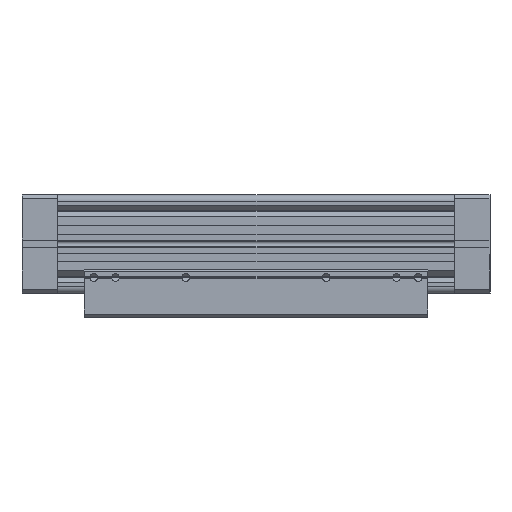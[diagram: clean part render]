
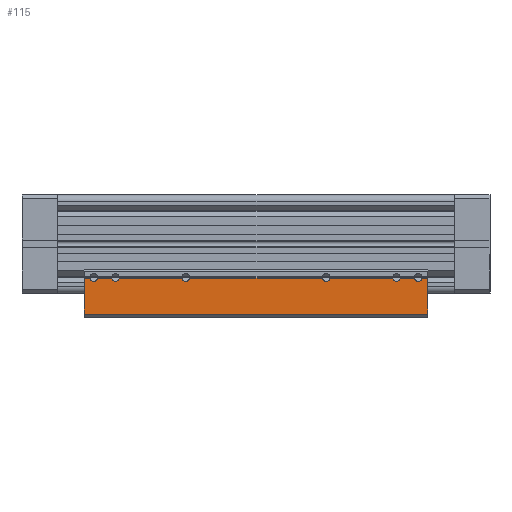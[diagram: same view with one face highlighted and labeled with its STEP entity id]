
A CAD part, front view. The second image highlights one B-rep face of the part: STEP entity #115.
In plain terms, the highlighted face is planar.
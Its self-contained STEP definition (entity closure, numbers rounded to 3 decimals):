
#115 = ADVANCED_FACE ( 'NONE', ( #13203 ), #10496, .T. ) ;
#1679 = AXIS2_PLACEMENT_3D ( 'NONE', #10499, #10507, #10508 ) ;
#2691 = EDGE_CURVE ( 'NONE', #9745, #9746, #25654, .T. ) ;
#2716 = EDGE_CURVE ( 'NONE', #9756, #9757, #25682, .T. ) ;
#2737 = EDGE_CURVE ( 'NONE', #9763, #9762, #25705, .T. ) ;
#2749 = EDGE_CURVE ( 'NONE', #4801, #4793, #25717, .T. ) ;
#2759 = EDGE_CURVE ( 'NONE', #4774, #4770, #25723, .T. ) ;
#2772 = EDGE_CURVE ( 'NONE', #4901, #4827, #14809, .T. ) ;
#2794 = EDGE_CURVE ( 'NONE', #9746, #4801, #14852, .T. ) ;
#2800 = EDGE_CURVE ( 'NONE', #4778, #4827, #14847, .T. ) ;
#2804 = EDGE_CURVE ( 'NONE', #5041, #5043, #14858, .T. ) ;
#2806 = EDGE_CURVE ( 'NONE', #4770, #4901, #14869, .T. ) ;
#2807 = EDGE_CURVE ( 'NONE', #4793, #4774, #14871, .T. ) ;
#2808 = EDGE_CURVE ( 'NONE', #9762, #9745, #14873, .T. ) ;
#2809 = EDGE_CURVE ( 'NONE', #9757, #9763, #14874, .T. ) ;
#2810 = EDGE_CURVE ( 'NONE', #4865, #5041, #14867, .T. ) ;
#2811 = EDGE_CURVE ( 'NONE', #4865, #4778, #14875, .T. ) ;
#2812 = EDGE_CURVE ( 'NONE', #5043, #9756, #14879, .T. ) ;
#4770 = VERTEX_POINT ( 'NONE', #16769 ) ;
#4774 = VERTEX_POINT ( 'NONE', #16771 ) ;
#4778 = VERTEX_POINT ( 'NONE', #16767 ) ;
#4793 = VERTEX_POINT ( 'NONE', #16788 ) ;
#4801 = VERTEX_POINT ( 'NONE', #16796 ) ;
#4827 = VERTEX_POINT ( 'NONE', #16822 ) ;
#4865 = VERTEX_POINT ( 'NONE', #16860 ) ;
#4901 = VERTEX_POINT ( 'NONE', #16896 ) ;
#5041 = VERTEX_POINT ( 'NONE', #17036 ) ;
#5043 = VERTEX_POINT ( 'NONE', #17038 ) ;
#9745 = VERTEX_POINT ( 'NONE', #17497 ) ;
#9746 = VERTEX_POINT ( 'NONE', #17498 ) ;
#9756 = VERTEX_POINT ( 'NONE', #17508 ) ;
#9757 = VERTEX_POINT ( 'NONE', #17509 ) ;
#9762 = VERTEX_POINT ( 'NONE', #17514 ) ;
#9763 = VERTEX_POINT ( 'NONE', #17515 ) ;
#10496 = PLANE ( 'NONE',  #1679 ) ;
#10499 = CARTESIAN_POINT ( 'NONE',  ( 371.5, -476.796, -148.5 ) ) ;
#10507 = DIRECTION ( 'NONE',  ( 0., 0., -1. ) ) ;
#10508 = DIRECTION ( 'NONE',  ( -1., 0., 0. ) ) ;
#12068 = EDGE_LOOP ( 'NONE', ( #14126, #14127, #14128, #14129, #14130, #14131, #14132, #14133, #14134, #14135, #14136, #14137, #14138, #14139, #14140, #14141 ) ) ;
#13203 = FACE_OUTER_BOUND ( 'NONE', #12068, .T. ) ;
#14126 = ORIENTED_EDGE ( 'NONE', *, *, #2808, .T. ) ;
#14127 = ORIENTED_EDGE ( 'NONE', *, *, #2691, .T. ) ;
#14128 = ORIENTED_EDGE ( 'NONE', *, *, #2794, .T. ) ;
#14129 = ORIENTED_EDGE ( 'NONE', *, *, #2749, .T. ) ;
#14130 = ORIENTED_EDGE ( 'NONE', *, *, #2807, .T. ) ;
#14131 = ORIENTED_EDGE ( 'NONE', *, *, #2759, .T. ) ;
#14132 = ORIENTED_EDGE ( 'NONE', *, *, #2806, .T. ) ;
#14133 = ORIENTED_EDGE ( 'NONE', *, *, #2772, .T. ) ;
#14134 = ORIENTED_EDGE ( 'NONE', *, *, #2800, .F. ) ;
#14135 = ORIENTED_EDGE ( 'NONE', *, *, #2811, .F. ) ;
#14136 = ORIENTED_EDGE ( 'NONE', *, *, #2810, .T. ) ;
#14137 = ORIENTED_EDGE ( 'NONE', *, *, #2804, .T. ) ;
#14138 = ORIENTED_EDGE ( 'NONE', *, *, #2812, .T. ) ;
#14139 = ORIENTED_EDGE ( 'NONE', *, *, #2716, .T. ) ;
#14140 = ORIENTED_EDGE ( 'NONE', *, *, #2809, .T. ) ;
#14141 = ORIENTED_EDGE ( 'NONE', *, *, #2737, .T. ) ;
#14795 = VECTOR ( 'NONE', #19828, 1000. ) ;
#14809 = LINE ( 'NONE', #19857, #14816 ) ;
#14816 = VECTOR ( 'NONE', #19860, 1000. ) ;
#14847 = LINE ( 'NONE', #19927, #14861 ) ;
#14850 = VECTOR ( 'NONE', #19942, 1000. ) ;
#14852 = CIRCLE ( 'NONE', #21392, 2.5 ) ;
#14858 = LINE ( 'NONE', #19941, #14850 ) ;
#14861 = VECTOR ( 'NONE', #19933, 1000. ) ;
#14867 = LINE ( 'NONE', #19957, #14872 ) ;
#14869 = CIRCLE ( 'NONE', #21398, 2.5 ) ;
#14871 = CIRCLE ( 'NONE', #21399, 2.5 ) ;
#14872 = VECTOR ( 'NONE', #19958, 1000. ) ;
#14873 = CIRCLE ( 'NONE', #21396, 2.5 ) ;
#14874 = CIRCLE ( 'NONE', #21401, 2.5 ) ;
#14875 = LINE ( 'NONE', #19960, #14876 ) ;
#14876 = VECTOR ( 'NONE', #19961, 1000. ) ;
#14879 = CIRCLE ( 'NONE', #21400, 2.5 ) ;
#16767 = CARTESIAN_POINT ( 'NONE',  ( 151.5, -476.796, -148.5 ) ) ;
#16769 = CARTESIAN_POINT ( 'NONE',  ( 159.949, -499.796, -148.5 ) ) ;
#16771 = CARTESIAN_POINT ( 'NONE',  ( 169.051, -499.796, -148.5 ) ) ;
#16788 = CARTESIAN_POINT ( 'NONE',  ( 173.949, -499.796, -148.5 ) ) ;
#16796 = CARTESIAN_POINT ( 'NONE',  ( 214.051, -499.796, -148.5 ) ) ;
#16822 = CARTESIAN_POINT ( 'NONE',  ( 151.5, -499.796, -148.5 ) ) ;
#16860 = CARTESIAN_POINT ( 'NONE',  ( 371.5, -476.796, -148.5 ) ) ;
#16896 = CARTESIAN_POINT ( 'NONE',  ( 155.051, -499.796, -148.5 ) ) ;
#17036 = CARTESIAN_POINT ( 'NONE',  ( 371.5, -499.796, -148.5 ) ) ;
#17038 = CARTESIAN_POINT ( 'NONE',  ( 367.949, -499.796, -148.5 ) ) ;
#17497 = CARTESIAN_POINT ( 'NONE',  ( 304.051, -499.796, -148.5 ) ) ;
#17498 = CARTESIAN_POINT ( 'NONE',  ( 218.949, -499.796, -148.5 ) ) ;
#17508 = CARTESIAN_POINT ( 'NONE',  ( 363.051, -499.796, -148.5 ) ) ;
#17509 = CARTESIAN_POINT ( 'NONE',  ( 353.949, -499.796, -148.5 ) ) ;
#17514 = CARTESIAN_POINT ( 'NONE',  ( 308.949, -499.796, -148.5 ) ) ;
#17515 = CARTESIAN_POINT ( 'NONE',  ( 349.051, -499.796, -148.5 ) ) ;
#19625 = CARTESIAN_POINT ( 'NONE',  ( 371.5, -499.796, -148.5 ) ) ;
#19626 = DIRECTION ( 'NONE',  ( -1., 0., 0. ) ) ;
#19696 = CARTESIAN_POINT ( 'NONE',  ( 371.5, -499.796, -148.5 ) ) ;
#19697 = DIRECTION ( 'NONE',  ( -1., 0., 0. ) ) ;
#19761 = CARTESIAN_POINT ( 'NONE',  ( 371.5, -499.796, -148.5 ) ) ;
#19762 = DIRECTION ( 'NONE',  ( -1., 0., 0. ) ) ;
#19799 = CARTESIAN_POINT ( 'NONE',  ( 371.5, -499.796, -148.5 ) ) ;
#19800 = DIRECTION ( 'NONE',  ( -1., 0., 0. ) ) ;
#19825 = CARTESIAN_POINT ( 'NONE',  ( 371.5, -499.796, -148.5 ) ) ;
#19828 = DIRECTION ( 'NONE',  ( -1., 0., 0. ) ) ;
#19857 = CARTESIAN_POINT ( 'NONE',  ( 371.5, -499.796, -148.5 ) ) ;
#19860 = DIRECTION ( 'NONE',  ( -1., 0., 0. ) ) ;
#19915 = CARTESIAN_POINT ( 'NONE',  ( 216.5, -500.296, -148.5 ) ) ;
#19919 = DIRECTION ( 'NONE',  ( 0., 0., 1. ) ) ;
#19920 = DIRECTION ( 'NONE',  ( 1., 0., 0. ) ) ;
#19927 = CARTESIAN_POINT ( 'NONE',  ( 151.5, -476.796, -148.5 ) ) ;
#19929 = CARTESIAN_POINT ( 'NONE',  ( 171.5, -500.296, -148.5 ) ) ;
#19933 = DIRECTION ( 'NONE',  ( 0., -1., 0. ) ) ;
#19941 = CARTESIAN_POINT ( 'NONE',  ( 371.5, -499.796, -148.5 ) ) ;
#19942 = DIRECTION ( 'NONE',  ( -1., 0., 0. ) ) ;
#19943 = CARTESIAN_POINT ( 'NONE',  ( 157.5, -500.296, -148.5 ) ) ;
#19947 = CARTESIAN_POINT ( 'NONE',  ( 306.5, -500.296, -148.5 ) ) ;
#19948 = DIRECTION ( 'NONE',  ( 0., 0., 1. ) ) ;
#19949 = DIRECTION ( 'NONE',  ( 1., 0., 0. ) ) ;
#19950 = CARTESIAN_POINT ( 'NONE',  ( 351.5, -500.296, -148.5 ) ) ;
#19951 = DIRECTION ( 'NONE',  ( 0., 0., 1. ) ) ;
#19952 = DIRECTION ( 'NONE',  ( 1., 0., 0. ) ) ;
#19953 = DIRECTION ( 'NONE',  ( 0., 0., 1. ) ) ;
#19954 = DIRECTION ( 'NONE',  ( 1., 0., 0. ) ) ;
#19955 = DIRECTION ( 'NONE',  ( 0., 0., 1. ) ) ;
#19956 = DIRECTION ( 'NONE',  ( 1., 0., 0. ) ) ;
#19957 = CARTESIAN_POINT ( 'NONE',  ( 371.5, -476.796, -148.5 ) ) ;
#19958 = DIRECTION ( 'NONE',  ( 0., -1., 0. ) ) ;
#19960 = CARTESIAN_POINT ( 'NONE',  ( 371.5, -476.796, -148.5 ) ) ;
#19961 = DIRECTION ( 'NONE',  ( -1., 0., 0. ) ) ;
#19962 = CARTESIAN_POINT ( 'NONE',  ( 365.5, -500.296, -148.5 ) ) ;
#19963 = DIRECTION ( 'NONE',  ( 0., 0., 1. ) ) ;
#19964 = DIRECTION ( 'NONE',  ( 1., 0., 0. ) ) ;
#21392 = AXIS2_PLACEMENT_3D ( 'NONE', #19915, #19919, #19920 ) ;
#21396 = AXIS2_PLACEMENT_3D ( 'NONE', #19947, #19953, #19954 ) ;
#21398 = AXIS2_PLACEMENT_3D ( 'NONE', #19943, #19948, #19949 ) ;
#21399 = AXIS2_PLACEMENT_3D ( 'NONE', #19929, #19951, #19952 ) ;
#21400 = AXIS2_PLACEMENT_3D ( 'NONE', #19962, #19963, #19964 ) ;
#21401 = AXIS2_PLACEMENT_3D ( 'NONE', #19950, #19955, #19956 ) ;
#25654 = LINE ( 'NONE', #19625, #25655 ) ;
#25655 = VECTOR ( 'NONE', #19626, 1000. ) ;
#25682 = LINE ( 'NONE', #19696, #25683 ) ;
#25683 = VECTOR ( 'NONE', #19697, 1000. ) ;
#25705 = LINE ( 'NONE', #19761, #25708 ) ;
#25708 = VECTOR ( 'NONE', #19762, 1000. ) ;
#25717 = LINE ( 'NONE', #19799, #25720 ) ;
#25720 = VECTOR ( 'NONE', #19800, 1000. ) ;
#25723 = LINE ( 'NONE', #19825, #14795 ) ;
